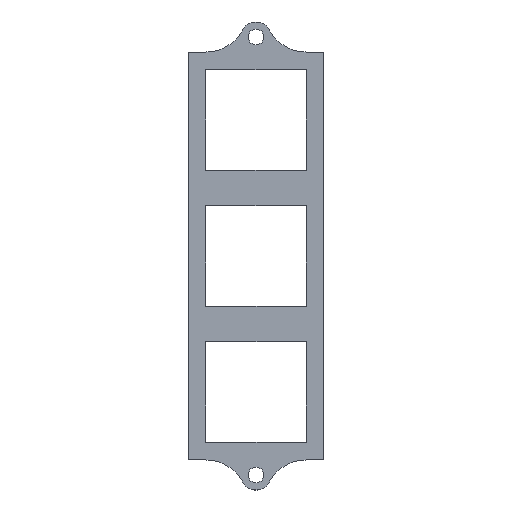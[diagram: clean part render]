
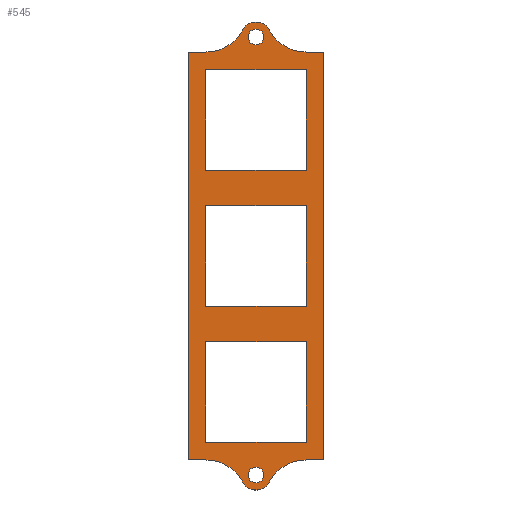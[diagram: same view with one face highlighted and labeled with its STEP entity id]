
A CAD part, top view. The second image highlights one B-rep face of the part: STEP entity #545.
In plain terms, the highlighted planar face has unit normal (0, 0, 1).
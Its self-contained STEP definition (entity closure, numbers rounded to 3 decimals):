
#23=FACE_BOUND('',#62,.T.);
#24=FACE_BOUND('',#63,.T.);
#25=FACE_BOUND('',#64,.T.);
#26=FACE_BOUND('',#65,.T.);
#27=FACE_BOUND('',#66,.T.);
#33=FACE_OUTER_BOUND('',#61,.T.);
#61=EDGE_LOOP('',(#369,#370,#371,#372,#373,#374,#375,#376,#377,#378,#379,
#380));
#62=EDGE_LOOP('',(#381));
#63=EDGE_LOOP('',(#382));
#64=EDGE_LOOP('',(#383,#384,#385,#386));
#65=EDGE_LOOP('',(#387,#388,#389,#390));
#66=EDGE_LOOP('',(#391,#392,#393,#394));
#99=CIRCLE('',#588,5.833);
#100=CIRCLE('',#589,2.1);
#101=CIRCLE('',#590,5.833);
#102=CIRCLE('',#591,5.833);
#103=CIRCLE('',#592,2.1);
#104=CIRCLE('',#593,5.833);
#105=CIRCLE('',#594,1.1);
#106=CIRCLE('',#595,1.1);
#115=LINE('',#787,#177);
#116=LINE('',#789,#178);
#117=LINE('',#797,#179);
#118=LINE('',#799,#180);
#119=LINE('',#801,#181);
#120=LINE('',#808,#182);
#121=LINE('',#815,#183);
#122=LINE('',#817,#184);
#123=LINE('',#819,#185);
#124=LINE('',#820,#186);
#125=LINE('',#823,#187);
#126=LINE('',#825,#188);
#127=LINE('',#827,#189);
#128=LINE('',#828,#190);
#129=LINE('',#831,#191);
#130=LINE('',#833,#192);
#131=LINE('',#835,#193);
#132=LINE('',#836,#194);
#177=VECTOR('',#635,10.);
#178=VECTOR('',#636,10.);
#179=VECTOR('',#643,10.);
#180=VECTOR('',#644,10.);
#181=VECTOR('',#645,10.);
#182=VECTOR('',#652,10.);
#183=VECTOR('',#657,10.);
#184=VECTOR('',#658,10.);
#185=VECTOR('',#659,10.);
#186=VECTOR('',#660,10.);
#187=VECTOR('',#661,10.);
#188=VECTOR('',#662,10.);
#189=VECTOR('',#663,10.);
#190=VECTOR('',#664,10.);
#191=VECTOR('',#665,10.);
#192=VECTOR('',#666,10.);
#193=VECTOR('',#667,10.);
#194=VECTOR('',#668,10.);
#239=VERTEX_POINT('',#785);
#240=VERTEX_POINT('',#786);
#241=VERTEX_POINT('',#788);
#242=VERTEX_POINT('',#790);
#243=VERTEX_POINT('',#792);
#244=VERTEX_POINT('',#794);
#245=VERTEX_POINT('',#796);
#246=VERTEX_POINT('',#798);
#247=VERTEX_POINT('',#800);
#248=VERTEX_POINT('',#802);
#249=VERTEX_POINT('',#804);
#250=VERTEX_POINT('',#806);
#251=VERTEX_POINT('',#809);
#252=VERTEX_POINT('',#811);
#253=VERTEX_POINT('',#813);
#254=VERTEX_POINT('',#814);
#255=VERTEX_POINT('',#816);
#256=VERTEX_POINT('',#818);
#257=VERTEX_POINT('',#821);
#258=VERTEX_POINT('',#822);
#259=VERTEX_POINT('',#824);
#260=VERTEX_POINT('',#826);
#261=VERTEX_POINT('',#829);
#262=VERTEX_POINT('',#830);
#263=VERTEX_POINT('',#832);
#264=VERTEX_POINT('',#834);
#291=EDGE_CURVE('',#239,#240,#115,.T.);
#292=EDGE_CURVE('',#241,#239,#116,.T.);
#293=EDGE_CURVE('',#242,#241,#99,.T.);
#294=EDGE_CURVE('',#243,#242,#100,.T.);
#295=EDGE_CURVE('',#244,#243,#101,.T.);
#296=EDGE_CURVE('',#245,#244,#117,.T.);
#297=EDGE_CURVE('',#246,#245,#118,.T.);
#298=EDGE_CURVE('',#247,#246,#119,.T.);
#299=EDGE_CURVE('',#248,#247,#102,.T.);
#300=EDGE_CURVE('',#249,#248,#103,.T.);
#301=EDGE_CURVE('',#250,#249,#104,.T.);
#302=EDGE_CURVE('',#240,#250,#120,.T.);
#303=EDGE_CURVE('',#251,#251,#105,.T.);
#304=EDGE_CURVE('',#252,#252,#106,.T.);
#305=EDGE_CURVE('',#253,#254,#121,.T.);
#306=EDGE_CURVE('',#255,#253,#122,.T.);
#307=EDGE_CURVE('',#256,#255,#123,.T.);
#308=EDGE_CURVE('',#254,#256,#124,.T.);
#309=EDGE_CURVE('',#257,#258,#125,.T.);
#310=EDGE_CURVE('',#259,#257,#126,.T.);
#311=EDGE_CURVE('',#260,#259,#127,.T.);
#312=EDGE_CURVE('',#258,#260,#128,.T.);
#313=EDGE_CURVE('',#261,#262,#129,.T.);
#314=EDGE_CURVE('',#263,#261,#130,.T.);
#315=EDGE_CURVE('',#264,#263,#131,.T.);
#316=EDGE_CURVE('',#262,#264,#132,.T.);
#369=ORIENTED_EDGE('',*,*,#291,.F.);
#370=ORIENTED_EDGE('',*,*,#292,.F.);
#371=ORIENTED_EDGE('',*,*,#293,.F.);
#372=ORIENTED_EDGE('',*,*,#294,.F.);
#373=ORIENTED_EDGE('',*,*,#295,.F.);
#374=ORIENTED_EDGE('',*,*,#296,.F.);
#375=ORIENTED_EDGE('',*,*,#297,.F.);
#376=ORIENTED_EDGE('',*,*,#298,.F.);
#377=ORIENTED_EDGE('',*,*,#299,.F.);
#378=ORIENTED_EDGE('',*,*,#300,.F.);
#379=ORIENTED_EDGE('',*,*,#301,.F.);
#380=ORIENTED_EDGE('',*,*,#302,.F.);
#381=ORIENTED_EDGE('',*,*,#303,.F.);
#382=ORIENTED_EDGE('',*,*,#304,.F.);
#383=ORIENTED_EDGE('',*,*,#305,.F.);
#384=ORIENTED_EDGE('',*,*,#306,.F.);
#385=ORIENTED_EDGE('',*,*,#307,.F.);
#386=ORIENTED_EDGE('',*,*,#308,.F.);
#387=ORIENTED_EDGE('',*,*,#309,.F.);
#388=ORIENTED_EDGE('',*,*,#310,.F.);
#389=ORIENTED_EDGE('',*,*,#311,.F.);
#390=ORIENTED_EDGE('',*,*,#312,.F.);
#391=ORIENTED_EDGE('',*,*,#313,.F.);
#392=ORIENTED_EDGE('',*,*,#314,.F.);
#393=ORIENTED_EDGE('',*,*,#315,.F.);
#394=ORIENTED_EDGE('',*,*,#316,.F.);
#525=PLANE('',#587);
#545=ADVANCED_FACE('',(#33,#23,#24,#25,#26,#27),#525,.F.);
#587=AXIS2_PLACEMENT_3D('',#784,#633,#634);
#588=AXIS2_PLACEMENT_3D('',#791,#637,#638);
#589=AXIS2_PLACEMENT_3D('',#793,#639,#640);
#590=AXIS2_PLACEMENT_3D('',#795,#641,#642);
#591=AXIS2_PLACEMENT_3D('',#803,#646,#647);
#592=AXIS2_PLACEMENT_3D('',#805,#648,#649);
#593=AXIS2_PLACEMENT_3D('',#807,#650,#651);
#594=AXIS2_PLACEMENT_3D('',#810,#653,#654);
#595=AXIS2_PLACEMENT_3D('',#812,#655,#656);
#633=DIRECTION('center_axis',(0.,0.,
-1.));
#634=DIRECTION('ref_axis',(-1.,0.,0.));
#635=DIRECTION('',(0.,-1.,0.));
#636=DIRECTION('',(1.,0.,0.));
#637=DIRECTION('center_axis',(0.,0.,
1.));
#638=DIRECTION('ref_axis',(-0.882,-0.471,0.));
#639=DIRECTION('center_axis',(0.,0.,
-1.));
#640=DIRECTION('ref_axis',(-1.,0.,0.));
#641=DIRECTION('center_axis',(0.,0.,
1.));
#642=DIRECTION('ref_axis',(0.,-1.,0.));
#643=DIRECTION('',(1.,0.,0.));
#644=DIRECTION('',(0.,1.,0.));
#645=DIRECTION('',(-1.,0.,0.));
#646=DIRECTION('center_axis',(0.,0.,
1.));
#647=DIRECTION('ref_axis',(0.882,0.471,0.));
#648=DIRECTION('center_axis',(0.,0.,
-1.));
#649=DIRECTION('ref_axis',(-1.,0.,0.));
#650=DIRECTION('center_axis',(0.,0.,
1.));
#651=DIRECTION('ref_axis',(0.,1.,0.));
#652=DIRECTION('',(-1.,0.,0.));
#653=DIRECTION('center_axis',(0.,0.,
1.));
#654=DIRECTION('ref_axis',(-1.,0.,0.));
#655=DIRECTION('center_axis',(0.,0.,
1.));
#656=DIRECTION('ref_axis',(-1.,0.,0.));
#657=DIRECTION('',(1.,0.,0.));
#658=DIRECTION('',(0.,-1.,0.));
#659=DIRECTION('',(-1.,0.,0.));
#660=DIRECTION('',(0.,1.,0.));
#661=DIRECTION('',(1.,0.,0.));
#662=DIRECTION('',(0.,-1.,0.));
#663=DIRECTION('',(-1.,0.,0.));
#664=DIRECTION('',(0.,1.,0.));
#665=DIRECTION('',(1.,0.,0.));
#666=DIRECTION('',(0.,-1.,0.));
#667=DIRECTION('',(-1.,0.,0.));
#668=DIRECTION('',(0.,1.,0.));
#784=CARTESIAN_POINT('Origin',(63.9,35.1,4.));
#785=CARTESIAN_POINT('',(73.3,63.6,4.));
#786=CARTESIAN_POINT('',(73.3,6.6,4.));
#787=CARTESIAN_POINT('',(73.3,39.85,4.));
#788=CARTESIAN_POINT('',(70.9,63.6,4.));
#789=CARTESIAN_POINT('',(59.15,63.6,4.));
#790=CARTESIAN_POINT('',(65.753,66.688,4.));
#791=CARTESIAN_POINT('Origin',(70.9,69.433,4.));
#792=CARTESIAN_POINT('',(62.047,66.688,4.));
#793=CARTESIAN_POINT('Origin',(63.9,65.7,4.));
#794=CARTESIAN_POINT('',(56.9,63.6,4.));
#795=CARTESIAN_POINT('Origin',(56.9,69.433,4.));
#796=CARTESIAN_POINT('',(54.5,63.6,4.));
#797=CARTESIAN_POINT('',(59.15,63.6,4.));
#798=CARTESIAN_POINT('',(54.5,6.6,4.));
#799=CARTESIAN_POINT('',(54.5,30.35,4.));
#800=CARTESIAN_POINT('',(56.9,6.6,4.));
#801=CARTESIAN_POINT('',(68.65,6.6,4.));
#802=CARTESIAN_POINT('',(62.047,3.512,4.));
#803=CARTESIAN_POINT('Origin',(56.9,0.767,4.));
#804=CARTESIAN_POINT('',(65.753,3.512,4.));
#805=CARTESIAN_POINT('Origin',(63.9,4.5,4.));
#806=CARTESIAN_POINT('',(70.9,6.6,4.));
#807=CARTESIAN_POINT('Origin',(70.9,0.767,4.));
#808=CARTESIAN_POINT('',(68.65,6.6,4.));
#809=CARTESIAN_POINT('',(65.,4.5,4.));
#810=CARTESIAN_POINT('Origin',(63.9,4.5,4.));
#811=CARTESIAN_POINT('',(65.,65.7,4.));
#812=CARTESIAN_POINT('Origin',(63.9,65.7,4.));
#813=CARTESIAN_POINT('',(56.9,47.1,4.));
#814=CARTESIAN_POINT('',(70.9,47.1,4.));
#815=CARTESIAN_POINT('',(64.95,47.1,4.));
#816=CARTESIAN_POINT('',(56.9,61.1,4.));
#817=CARTESIAN_POINT('',(56.9,48.1,4.));
#818=CARTESIAN_POINT('',(70.9,61.1,4.));
#819=CARTESIAN_POINT('',(67.4,61.1,4.));
#820=CARTESIAN_POINT('',(70.9,41.1,4.));
#821=CARTESIAN_POINT('',(56.9,9.1,4.));
#822=CARTESIAN_POINT('',(70.9,9.1,4.));
#823=CARTESIAN_POINT('',(64.95,9.1,4.));
#824=CARTESIAN_POINT('',(56.9,23.1,4.));
#825=CARTESIAN_POINT('',(56.9,29.1,4.));
#826=CARTESIAN_POINT('',(70.9,23.1,4.));
#827=CARTESIAN_POINT('',(67.4,23.1,4.));
#828=CARTESIAN_POINT('',(70.9,22.1,4.));
#829=CARTESIAN_POINT('',(56.9,28.1,4.));
#830=CARTESIAN_POINT('',(70.9,28.1,4.));
#831=CARTESIAN_POINT('',(64.95,28.1,4.));
#832=CARTESIAN_POINT('',(56.9,42.1,4.));
#833=CARTESIAN_POINT('',(56.9,38.6,4.));
#834=CARTESIAN_POINT('',(70.9,42.1,4.));
#835=CARTESIAN_POINT('',(67.4,42.1,4.));
#836=CARTESIAN_POINT('',(70.9,31.6,4.));
